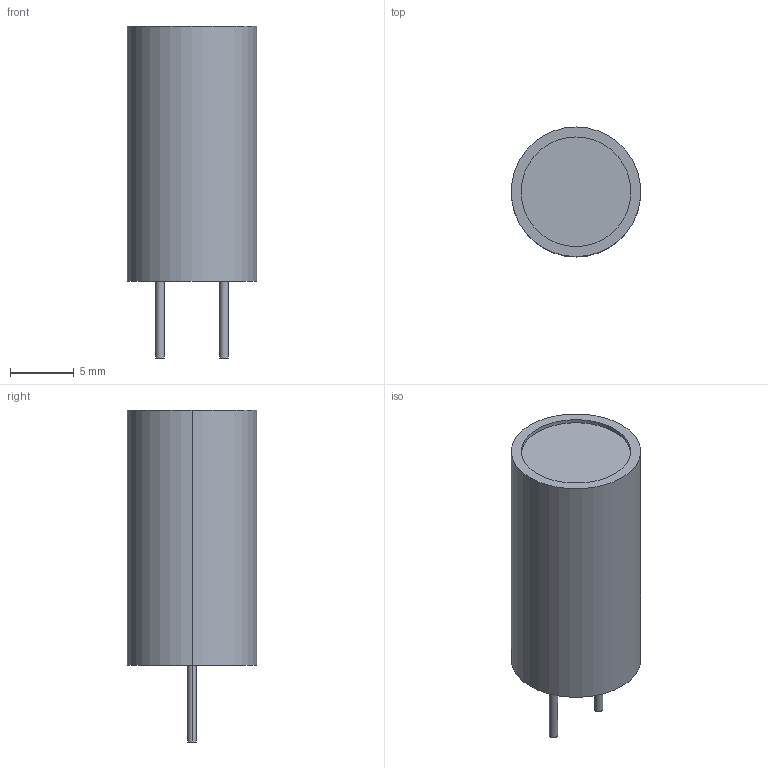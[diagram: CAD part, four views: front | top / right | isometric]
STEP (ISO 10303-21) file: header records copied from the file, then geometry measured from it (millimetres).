
FILE_DESCRIPTION (( 'STEP AP214' ), '1' );
FILE_NAME ('电解电容 黄 零件72.STEP', '2011-05-07T14:43:08', ( 'admin' ), ( '' ), 'SwSTEP 2.0', 'SolidWorks 2010', '' );
FILE_SCHEMA (( 'AUTOMOTIVE_DESIGN' ));
Length unit declared in the file: millimetre
Products named in the file (1): 电解电容  黄  零件72
Bounding box: 10.15 x 10.15 x 26 mm (x, y, z)
Volume: 1589.9 mm3; surface area: 841 mm2
Topology: 3 solids, 3 shells, 18 faces, 30 edges, 20 vertices
Faces by surface type: cylinder 10, plane 8
Entity records: 684 total; most frequent: DIRECTION 88, CARTESIAN_POINT 69, ORIENTED_EDGE 60, AXIS2_PLACEMENT_3D 39, EDGE_CURVE 30, UNCERTAINTY_MEASURE_WITH_UNIT 23, STYLED_ITEM 22, MECHANICAL_DESIGN_GEOMETRIC_PRESENTATION_REPRESENTATION 22
